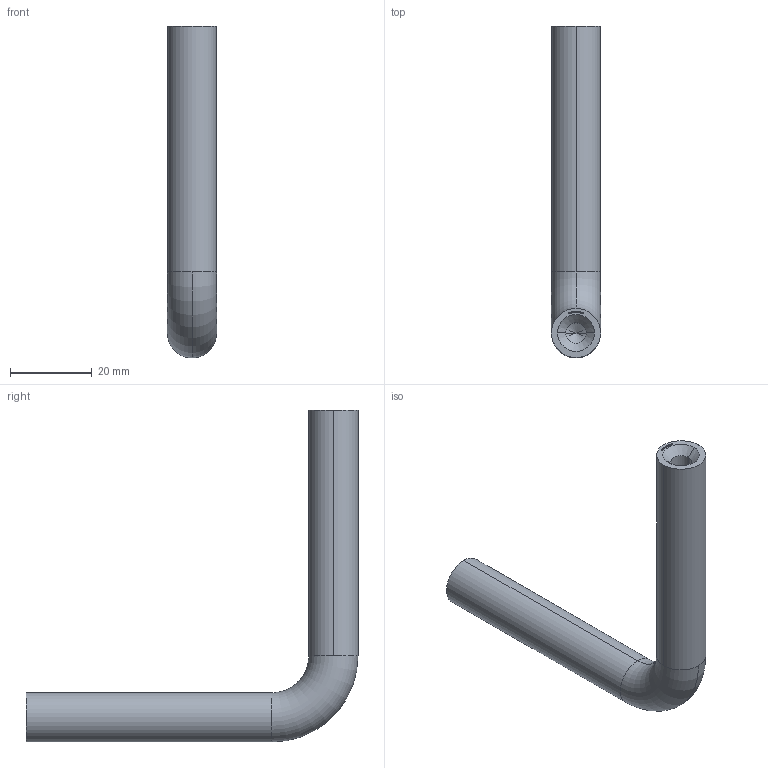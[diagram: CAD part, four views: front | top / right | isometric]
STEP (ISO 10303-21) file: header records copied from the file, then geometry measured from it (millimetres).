
FILE_DESCRIPTION (( 'STEP AP203' ), '1' );
FILE_NAME ('50245-240.STEP', '2020-09-23T10:57:35', ( '' ), ( '' ), 'SwSTEP 2.0', 'SolidWorks 2018', '' );
FILE_SCHEMA (( 'CONFIG_CONTROL_DESIGN' ));
Length unit declared in the file: millimetre
Products named in the file (2): 50245-240
Bounding box: 12 x 81 x 81 mm (x, y, z)
Volume: 15312.3 mm3; surface area: 6230.4 mm2
Topology: 1 solids, 1 shells, 246 faces, 651 edges, 430 vertices
Faces by surface type: plane 134, bspline 94, cone 8, cylinder 8, torus 2
Entity records: 13536 total; most frequent: CARTESIAN_POINT 7926, ORIENTED_EDGE 1292, DIRECTION 790, EDGE_CURVE 646, LINE 434, VECTOR 434, VERTEX_POINT 428, EDGE_LOOP 272
